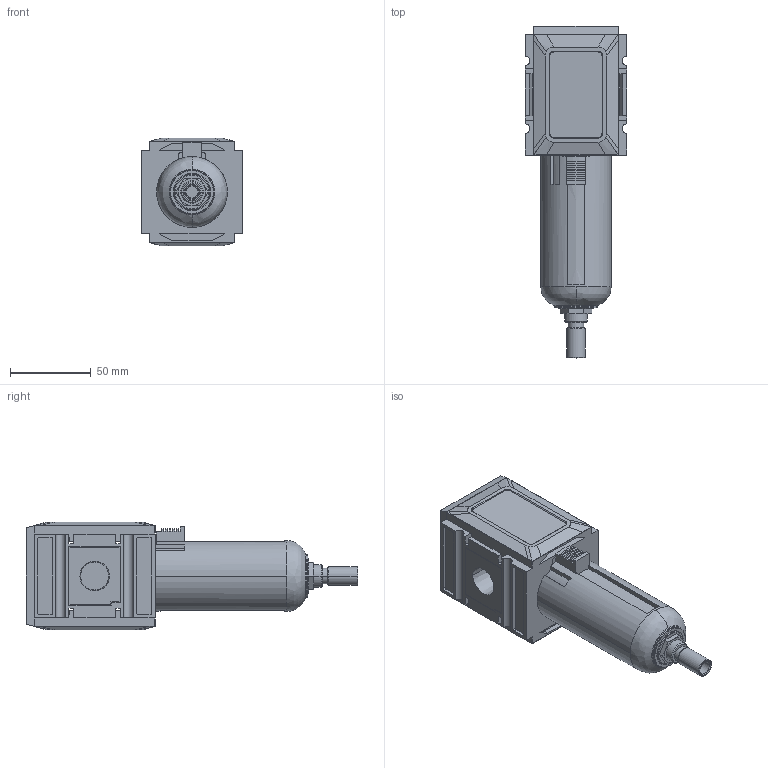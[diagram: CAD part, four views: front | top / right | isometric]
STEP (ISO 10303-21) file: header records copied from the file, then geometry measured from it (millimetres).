
FILE_DESCRIPTION((''),'2;1');
FILE_NAME('4221000134','2019-04-16T22:35:12',('INEextrab'),(''),'CREO PARAMETRIC BY PTC INC, 2018100','CREO PARAMETRIC BY PTC INC, 2018100','');
FILE_SCHEMA(('CONFIG_CONTROL_DESIGN'));
Length unit declared in the file: millimetre
Products named in the file (1): 4221000134
Bounding box: 63 x 205.5 x 66.74 mm (x, y, z)
Volume: 382976.3 mm3; surface area: 68216.3 mm2
Topology: 1 solids, 2 shells, 484 faces, 1288 edges, 824 vertices
Faces by surface type: plane 282, cylinder 74, bspline 54, cone 38, torus 20, sphere 16
Entity records: 18489 total; most frequent: CARTESIAN_POINT 6839, ORIENTED_EDGE 2552, DIRECTION 2208, EDGE_CURVE 1276, VERTEX_POINT 820, VECTOR 784, LINE 784, AXIS2_PLACEMENT_3D 712
